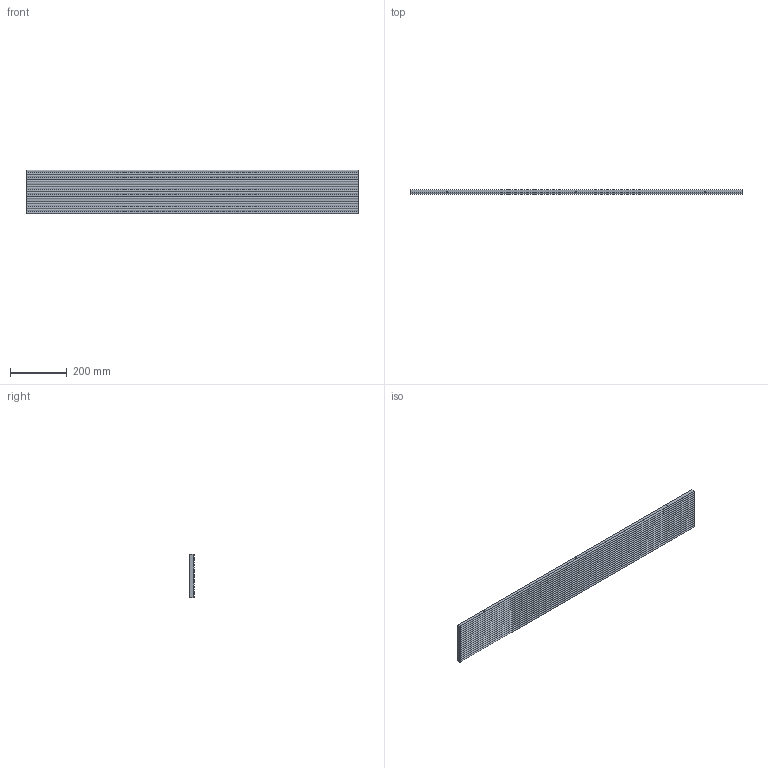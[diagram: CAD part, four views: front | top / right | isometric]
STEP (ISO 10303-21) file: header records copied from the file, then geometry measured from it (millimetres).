
FILE_DESCRIPTION(('STEP AP214'),'1');
FILE_NAME('05_Moldura_Fundo_Nicho.step','2026-01-05T18:53:17',(' '),(' '),'Spatial InterOp 3D',' ',' ');
FILE_SCHEMA(('AUTOMOTIVE_DESIGN { 1 0 10303 214 1 1 1 1 }'));
Length unit declared in the file: millimetre
Products named in the file (1): MOLDURA ONDULADA
Bounding box: 1170 x 14.75 x 154 mm (x, y, z)
Volume: 2446955 mm3; surface area: 480666.7 mm2
Topology: 1 solids, 1 shells, 54 faces, 138 edges, 92 vertices
Faces by surface type: plane 30, cylinder 24
Full cylindrical faces by diameter (mm): 4 x6
Entity records: 2068 total; most frequent: DIRECTION 290, CARTESIAN_POINT 279, ORIENTED_EDGE 264, EDGE_CURVE 132, AXIS2_PLACEMENT_3D 103, VERTEX_POINT 92, LINE 84, VECTOR 84
